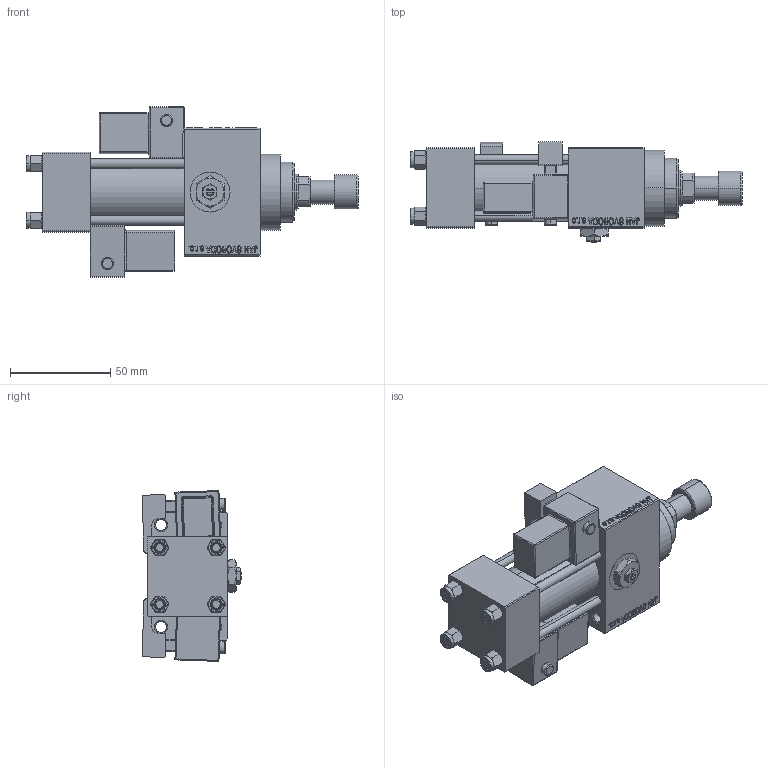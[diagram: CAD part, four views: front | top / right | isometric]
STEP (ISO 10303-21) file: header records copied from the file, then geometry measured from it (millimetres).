
FILE_DESCRIPTION (( 'STEP AP203' ), '1' );
FILE_NAME ('f5ce.STEP', '2022-04-14T13:36:39', ( '' ), ( '' ), 'SwSTEP 2.0', 'SolidWorks 2019', '' );
FILE_SCHEMA (( 'CONFIG_CONTROL_DESIGN' ));
Length unit declared in the file: millimetre
Products named in the file (9): V215CR_ROD_END_F fd0a721ccde1d9e369aad28ae475872a; NUT_M5_D fd0a721ccde1d9e369aad28ae475872a; V215CR_D_TYCINKA fd0a721ccde1d9e369aad28ae475872a; Zatka_pro_OIL_PORT fd0a721ccde1d9e369aad28ae475872a; V215CR_VCP_D fd0a721ccde1d9e369aad28ae475872a; V215CR_MSU fd0a721ccde1d9e369aad28ae475872a; V215_VC_A fd0a721ccde1d9e369aad28ae475872a; f5ce; V215CR_D_Body fd0a721ccde1d9e369aad28ae475872a
Assembly tree (15 placements, depth 2):
  f5ce
    V215CR_D_Body fd0a721ccde1d9e369aad28ae475872a
    V215CR_VCP_D fd0a721ccde1d9e369aad28ae475872a
    NUT_M5_D fd0a721ccde1d9e369aad28ae475872a  x4
    V215CR_D_TYCINKA fd0a721ccde1d9e369aad28ae475872a  x4
    V215_VC_A fd0a721ccde1d9e369aad28ae475872a
    V215CR_ROD_END_F fd0a721ccde1d9e369aad28ae475872a
    V215CR_MSU fd0a721ccde1d9e369aad28ae475872a  x2
    Zatka_pro_OIL_PORT fd0a721ccde1d9e369aad28ae475872a
Bounding box: 166 x 49.99 x 85.39 mm (x, y, z)
Volume: 225360.3 mm3; surface area: 78177.4 mm2
Topology: 15 solids, 15 shells, 1321 faces, 3246 edges, 2055 vertices
Faces by surface type: plane 584, bspline 368, cone 164, cylinder 157, torus 24, sphere 24
Entity records: 51486 total; most frequent: CARTESIAN_POINT 25985, ORIENTED_EDGE 5590, DIRECTION 3849, EDGE_CURVE 2795, VERTEX_POINT 1811, LINE 1651, VECTOR 1651, EDGE_LOOP 1264
